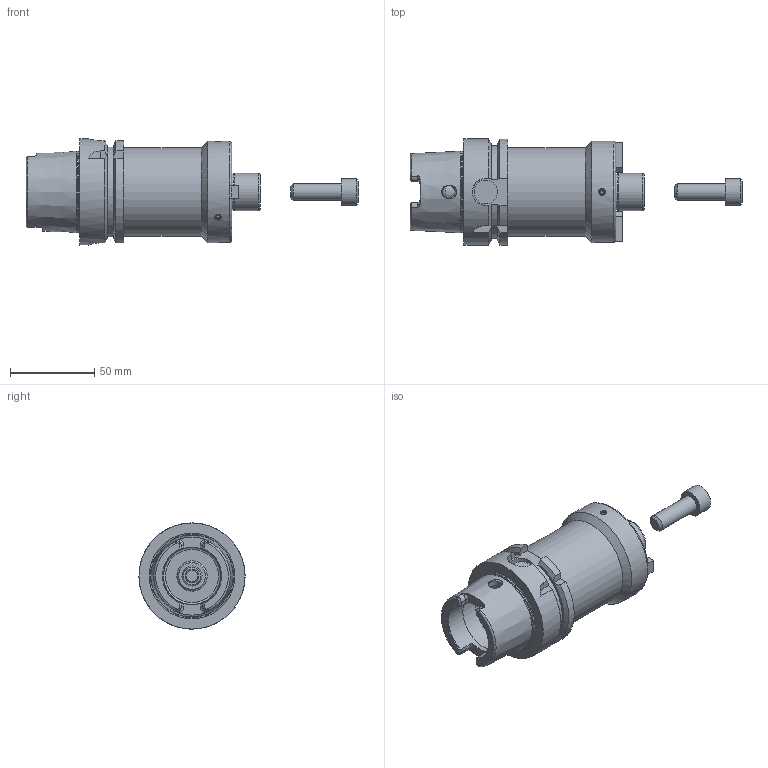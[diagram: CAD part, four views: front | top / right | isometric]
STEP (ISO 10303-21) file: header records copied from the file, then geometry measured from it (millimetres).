
FILE_DESCRIPTION((''),'2;1');
FILE_NAME('535015723090-3D.stp','2020-04-29T15:38:38',('nttooll'),(''),'Autodesk Inventor 2012','Autodesk Inventor 2012','');
FILE_SCHEMA(('AUTOMOTIVE_DESIGN { 1 0 10303 214 1 1 1 1 }'));
Length unit declared in the file: millimetre
Products named in the file (1): 535015723090-3D
Bounding box: 197 x 63 x 63 mm (x, y, z)
Volume: 239652.1 mm3; surface area: 42538.8 mm2
Topology: 2 solids, 5 shells, 218 faces, 534 edges, 333 vertices
Faces by surface type: plane 76, cylinder 64, cone 55, torus 17, sphere 6
Full cylindrical faces by diameter (mm): 2.309 x3, 2.5 x6, 3 x3, 3.4 x3, 4 x6, 7.5 x2, 8 x1, 8.7 x1, 9.238 x1, 10 x2, 10.5 x1, 11.3 x1, 12 x1, 14 x1, 16 x1, 18 x1, 21.825 x1, 22.225 x1, 34 x1, 34.5 x1, 40 x1, 48 x1, 52.5 x1, 60 x1, 63 x1
Entity records: 6379 total; most frequent: CARTESIAN_POINT 1795, DIRECTION 952, ORIENTED_EDGE 838, EDGE_CURVE 419, AXIS2_PLACEMENT_3D 404, EDGE_LOOP 326, VERTEX_POINT 304, FACE_OUTER_BOUND 218
